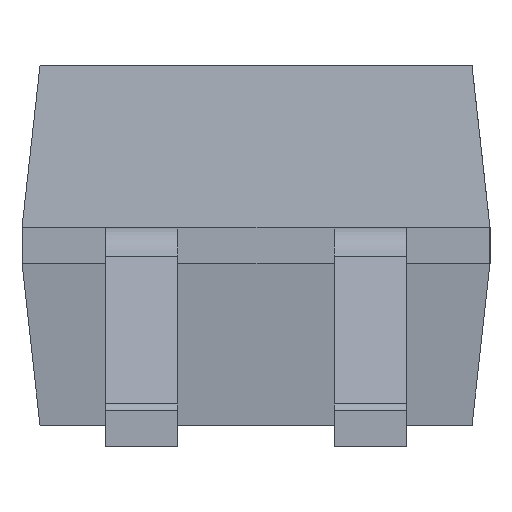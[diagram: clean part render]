
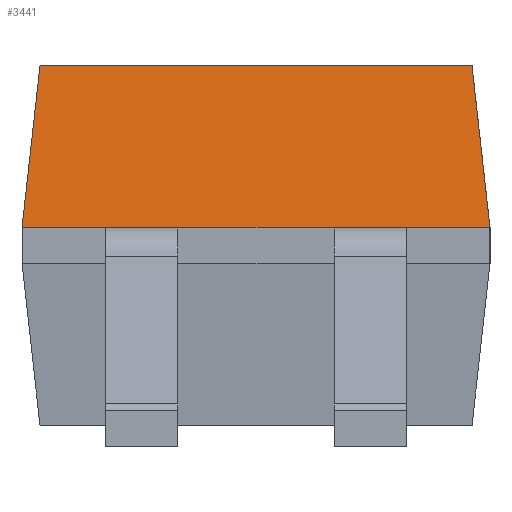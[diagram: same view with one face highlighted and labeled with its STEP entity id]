
A CAD part, left-side view. The second image highlights one B-rep face of the part: STEP entity #3441.
In plain terms, the highlighted planar face has unit normal (-0.994, 0, 0.11).
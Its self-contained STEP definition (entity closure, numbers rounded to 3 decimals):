
#1453 = EDGE_CURVE('',#1454,#1456,#1458,.T.);
#1454 = VERTEX_POINT('',#1455);
#1455 = CARTESIAN_POINT('',(-2.1,1.14,2.12));
#1456 = VERTEX_POINT('',#1457);
#1457 = CARTESIAN_POINT('',(-2.1,-1.26,2.12));
#1458 = LINE('',#1459,#1460);
#1459 = CARTESIAN_POINT('',(-2.1,1.24,2.12));
#1460 = VECTOR('',#1461,1.);
#1461 = DIRECTION('',(0.,-1.,0.));
#3147 = EDGE_CURVE('',#3148,#3150,#3152,.T.);
#3148 = VERTEX_POINT('',#3149);
#3149 = CARTESIAN_POINT('',(-2.2,-1.36,1.22));
#3150 = VERTEX_POINT('',#3151);
#3151 = CARTESIAN_POINT('',(-2.2,-0.895,1.22));
#3152 = LINE('',#3153,#3154);
#3153 = CARTESIAN_POINT('',(-2.2,-1.36,1.22));
#3154 = VECTOR('',#3155,1.);
#3155 = DIRECTION('',(0.,1.,0.));
#3198 = VERTEX_POINT('',#3199);
#3199 = CARTESIAN_POINT('',(-2.2,-0.495,1.22));
#3205 = EDGE_CURVE('',#3198,#3206,#3208,.T.);
#3206 = VERTEX_POINT('',#3207);
#3207 = CARTESIAN_POINT('',(-2.2,0.375,1.22));
#3208 = LINE('',#3209,#3210);
#3209 = CARTESIAN_POINT('',(-2.2,-1.36,1.22));
#3210 = VECTOR('',#3211,1.);
#3211 = DIRECTION('',(0.,1.,0.));
#3238 = VERTEX_POINT('',#3239);
#3239 = CARTESIAN_POINT('',(-2.2,0.775,1.22));
#3245 = EDGE_CURVE('',#3238,#3246,#3248,.T.);
#3246 = VERTEX_POINT('',#3247);
#3247 = CARTESIAN_POINT('',(-2.2,1.24,1.22));
#3248 = LINE('',#3249,#3250);
#3249 = CARTESIAN_POINT('',(-2.2,-1.36,1.22));
#3250 = VECTOR('',#3251,1.);
#3251 = DIRECTION('',(0.,1.,0.));
#3430 = EDGE_CURVE('',#1454,#3246,#3431,.T.);
#3431 = LINE('',#3432,#3433);
#3432 = CARTESIAN_POINT('',(-2.048,1.088,
    2.586));
#3433 = VECTOR('',#3434,1.);
#3434 = DIRECTION('',(-0.11,0.11,-0.988));
#3441 = ADVANCED_FACE('',(#3442),#3467,.F.);
#3442 = FACE_BOUND('',#3443,.T.);
#3443 = EDGE_LOOP('',(#3444,#3445,#3446,#3452,#3453,#3459,#3460,#3466));
#3444 = ORIENTED_EDGE('',*,*,#3430,.T.);
#3445 = ORIENTED_EDGE('',*,*,#3245,.F.);
#3446 = ORIENTED_EDGE('',*,*,#3447,.T.);
#3447 = EDGE_CURVE('',#3238,#3206,#3448,.T.);
#3448 = LINE('',#3449,#3450);
#3449 = CARTESIAN_POINT('',(-2.2,0.375,1.22));
#3450 = VECTOR('',#3451,1.);
#3451 = DIRECTION('',(0.,-1.,0.));
#3452 = ORIENTED_EDGE('',*,*,#3205,.F.);
#3453 = ORIENTED_EDGE('',*,*,#3454,.T.);
#3454 = EDGE_CURVE('',#3198,#3150,#3455,.T.);
#3455 = LINE('',#3456,#3457);
#3456 = CARTESIAN_POINT('',(-2.2,-0.895,1.22));
#3457 = VECTOR('',#3458,1.);
#3458 = DIRECTION('',(0.,-1.,0.));
#3459 = ORIENTED_EDGE('',*,*,#3147,.F.);
#3460 = ORIENTED_EDGE('',*,*,#3461,.F.);
#3461 = EDGE_CURVE('',#1456,#3148,#3462,.T.);
#3462 = LINE('',#3463,#3464);
#3463 = CARTESIAN_POINT('',(-2.07,-1.23,
    2.391));
#3464 = VECTOR('',#3465,1.);
#3465 = DIRECTION('',(-0.11,-0.11,-0.988));
#3466 = ORIENTED_EDGE('',*,*,#1453,.F.);
#3467 = PLANE('',#3468);
#3468 = AXIS2_PLACEMENT_3D('',#3469,#3470,#3471);
#3469 = CARTESIAN_POINT('',(-2.1,1.24,2.12));
#3470 = DIRECTION('',(0.994,0.,
    -0.11));
#3471 = DIRECTION('',(-0.11,0.,-0.994
    ));
